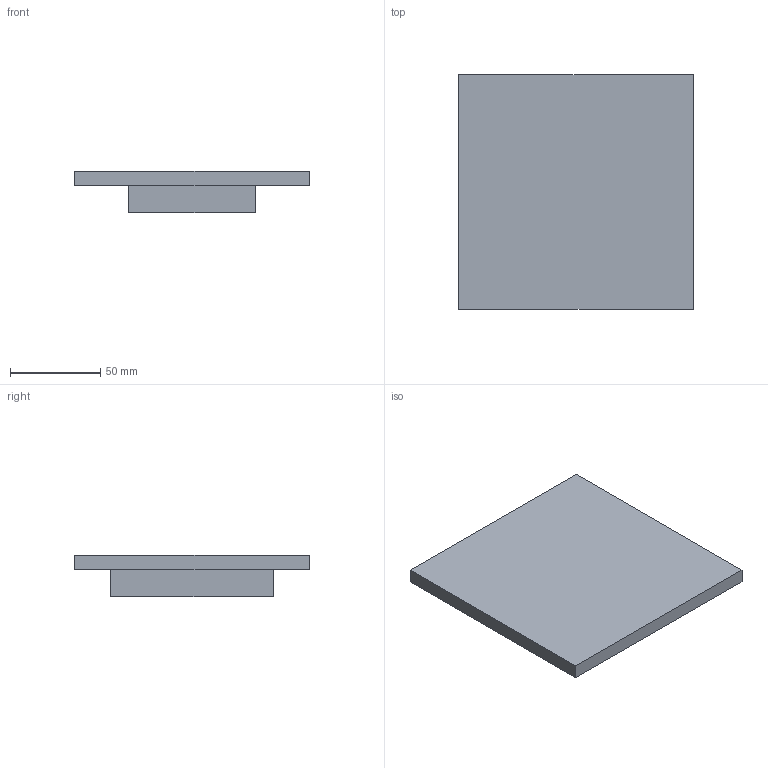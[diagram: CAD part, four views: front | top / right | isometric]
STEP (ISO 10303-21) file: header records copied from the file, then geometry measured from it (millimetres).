
FILE_DESCRIPTION(/* description */ (''),/* implementation_level */ '2;1');
FILE_NAME(/* name */ 'Carcasa inferior Dani para inyectar A.stp',/* time_stamp */ '2023-11-29T14:58:45-05:00',/* author */ ('CAMILO MUÑOZ'),/* organization */ (''),/* preprocessor_version */ 'ST-DEVELOPER v19.2',/* originating_system */ 'Autodesk Inventor 2023',/* authorisation */ '');
FILE_SCHEMA (('AUTOMOTIVE_DESIGN { 1 0 10303 214 3 1 1 }'));
Length unit declared in the file: millimetre
Products named in the file (1): Carcasa inferior Dani para inyectar B
Bounding box: 130.01 x 130.01 x 23 mm (x, y, z)
Volume: 227960.1 mm3; surface area: 44436.4 mm2
Topology: 1 solids, 1 shells, 42 faces, 84 edges, 57 vertices
Faces by surface type: plane 34, cylinder 8
Full cylindrical faces by diameter (mm): 3 x5, 4 x3
Entity records: 1453 total; most frequent: DIRECTION 186, CARTESIAN_POINT 184, ORIENTED_EDGE 168, EDGE_CURVE 84, LINE 68, VECTOR 68, AXIS2_PLACEMENT_3D 59, VERTEX_POINT 56
